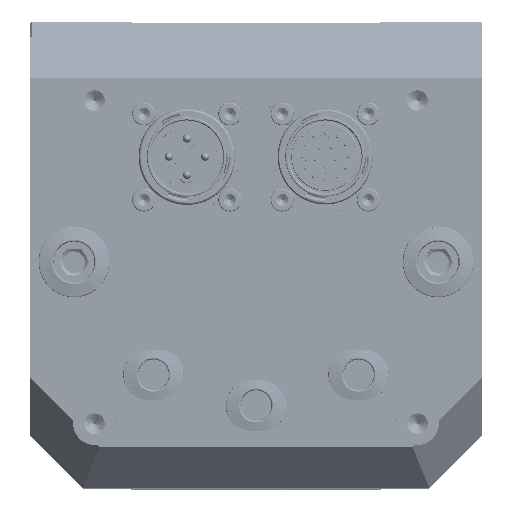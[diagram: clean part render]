
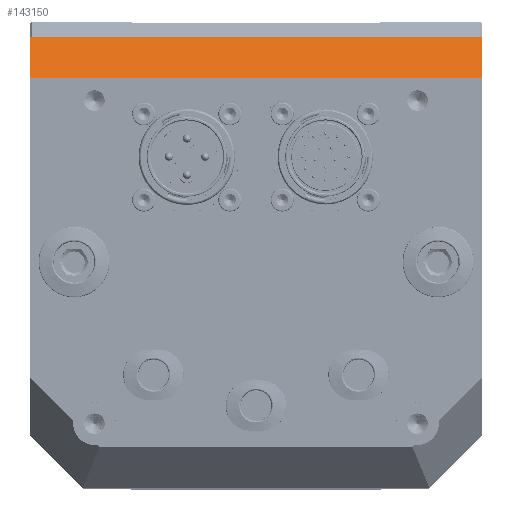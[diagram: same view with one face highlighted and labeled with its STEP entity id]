
A CAD part, top view. The second image highlights one B-rep face of the part: STEP entity #143150.
In plain terms, the highlighted planar face has unit normal (0, 0.707, 0.707).
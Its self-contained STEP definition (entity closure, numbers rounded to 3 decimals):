
#4478 = EDGE_CURVE ( 'NONE', #158066, #197920, #174971, .T. ) ;
#4661 = CARTESIAN_POINT ( 'NONE',  ( 44., 36., 10. ) ) ;
#10875 = DIRECTION ( 'NONE',  ( 1., 0., 0. ) ) ;
#12901 = CARTESIAN_POINT ( 'NONE',  ( 0., 36., 10. ) ) ;
#15606 = DIRECTION ( 'NONE',  ( 0., 0.707, 0.707 ) ) ;
#32877 = DIRECTION ( 'NONE',  ( 0., -0.707, 0.707 ) ) ;
#58501 = ORIENTED_EDGE ( 'NONE', *, *, #260075, .F. ) ;
#62290 = ORIENTED_EDGE ( 'NONE', *, *, #4478, .F. ) ;
#64107 = DIRECTION ( 'NONE',  ( 0., 0.707, -0.707 ) ) ;
#73150 = CARTESIAN_POINT ( 'NONE',  ( 44., 36., 10. ) ) ;
#78694 = VERTEX_POINT ( 'NONE', #80396 ) ;
#80396 = CARTESIAN_POINT ( 'NONE',  ( -44., 36., 10. ) ) ;
#81736 = CARTESIAN_POINT ( 'NONE',  ( -44., 36., 10. ) ) ;
#94245 = CARTESIAN_POINT ( 'NONE',  ( 44., 44., 2. ) ) ;
#100222 = DIRECTION ( 'NONE',  ( 1., 0., 0. ) ) ;
#116189 = LINE ( 'NONE', #73150, #239289 ) ;
#124672 = CARTESIAN_POINT ( 'NONE',  ( -44., 36., 10. ) ) ;
#143150 = ADVANCED_FACE ( 'NONE', ( #242773 ), #197220, .T. ) ;
#151853 = AXIS2_PLACEMENT_3D ( 'NONE', #12901, #15606, #100222 ) ;
#155612 = VECTOR ( 'NONE', #10875, 1000. ) ;
#158066 = VERTEX_POINT ( 'NONE', #168743 ) ;
#167631 = ORIENTED_EDGE ( 'NONE', *, *, #258158, .F. ) ;
#168743 = CARTESIAN_POINT ( 'NONE',  ( -44., 44., 2. ) ) ;
#170109 = CARTESIAN_POINT ( 'NONE',  ( 44., 44., 2. ) ) ;
#174971 = LINE ( 'NONE', #94245, #155612 ) ;
#179686 = ORIENTED_EDGE ( 'NONE', *, *, #187942, .F. ) ;
#187942 = EDGE_CURVE ( 'NONE', #197920, #197726, #116189, .T. ) ;
#188116 = VECTOR ( 'NONE', #221725, 1000. ) ;
#197220 = PLANE ( 'NONE',  #151853 ) ;
#197726 = VERTEX_POINT ( 'NONE', #4661 ) ;
#197920 = VERTEX_POINT ( 'NONE', #170109 ) ;
#205366 = LINE ( 'NONE', #124672, #235083 ) ;
#215758 = EDGE_LOOP ( 'NONE', ( #179686, #62290, #167631, #58501 ) ) ;
#221725 = DIRECTION ( 'NONE',  ( -1., 0., 0. ) ) ;
#235083 = VECTOR ( 'NONE', #64107, 1000. ) ;
#239289 = VECTOR ( 'NONE', #32877, 1000. ) ;
#242773 = FACE_OUTER_BOUND ( 'NONE', #215758, .T. ) ;
#245804 = LINE ( 'NONE', #81736, #188116 ) ;
#258158 = EDGE_CURVE ( 'NONE', #78694, #158066, #205366, .T. ) ;
#260075 = EDGE_CURVE ( 'NONE', #197726, #78694, #245804, .T. ) ;
